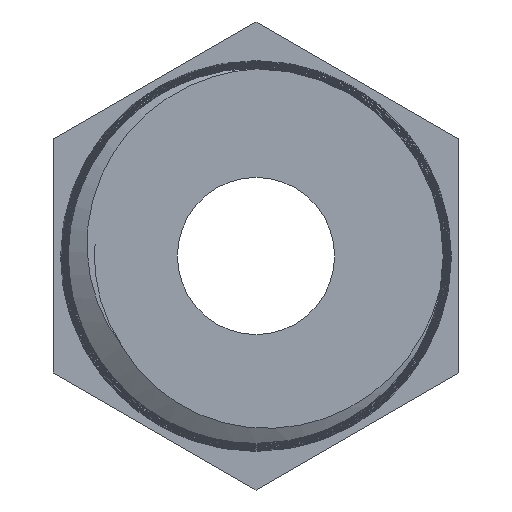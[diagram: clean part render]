
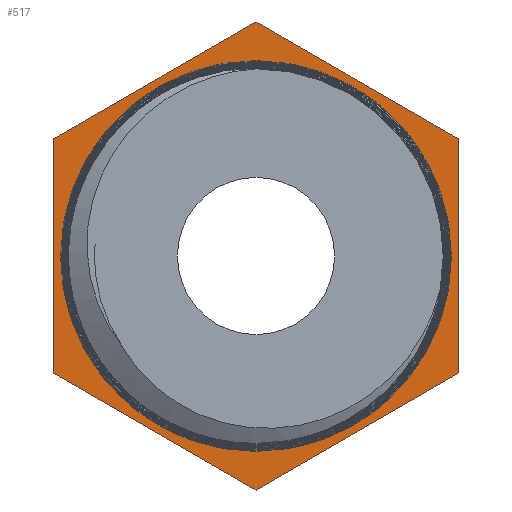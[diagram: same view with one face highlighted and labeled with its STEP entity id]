
A CAD part, front view. The second image highlights one B-rep face of the part: STEP entity #517.
In plain terms, the highlighted planar face has unit normal (0, -1, 0).
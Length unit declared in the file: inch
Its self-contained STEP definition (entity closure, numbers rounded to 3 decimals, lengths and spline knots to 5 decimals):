
#23=FACE_BOUND('',#94,.T.);
#30=PLANE('',#573);
#57=FACE_OUTER_BOUND('',#93,.T.);
#93=EDGE_LOOP('',(#410,#411,#412,#413,#414,#415));
#94=EDGE_LOOP('',(#416));
#109=CIRCLE('',#554,0.261);
#166=LINE('',#2136,#202);
#167=LINE('',#2138,#203);
#168=LINE('',#2140,#204);
#169=LINE('',#2142,#205);
#170=LINE('',#2144,#206);
#171=LINE('',#2145,#207);
#202=VECTOR('',#668,0.3125);
#203=VECTOR('',#669,0.3125);
#204=VECTOR('',#670,0.3125);
#205=VECTOR('',#671,0.3125);
#206=VECTOR('',#672,0.3125);
#207=VECTOR('',#673,0.3125);
#235=VERTEX_POINT('',#1954);
#256=VERTEX_POINT('',#2134);
#257=VERTEX_POINT('',#2135);
#258=VERTEX_POINT('',#2137);
#259=VERTEX_POINT('',#2139);
#260=VERTEX_POINT('',#2141);
#261=VERTEX_POINT('',#2143);
#291=EDGE_CURVE('',#235,#235,#109,.T.);
#317=EDGE_CURVE('',#256,#257,#166,.T.);
#318=EDGE_CURVE('',#257,#258,#167,.T.);
#319=EDGE_CURVE('',#258,#259,#168,.T.);
#320=EDGE_CURVE('',#259,#260,#169,.T.);
#321=EDGE_CURVE('',#260,#261,#170,.T.);
#322=EDGE_CURVE('',#261,#256,#171,.T.);
#410=ORIENTED_EDGE('',*,*,#317,.T.);
#411=ORIENTED_EDGE('',*,*,#318,.T.);
#412=ORIENTED_EDGE('',*,*,#319,.T.);
#413=ORIENTED_EDGE('',*,*,#320,.T.);
#414=ORIENTED_EDGE('',*,*,#321,.T.);
#415=ORIENTED_EDGE('',*,*,#322,.T.);
#416=ORIENTED_EDGE('',*,*,#291,.F.);
#517=ADVANCED_FACE('',(#57,#23),#30,.T.);
#554=AXIS2_PLACEMENT_3D('',#1955,#615,#616);
#573=AXIS2_PLACEMENT_3D('',#2133,#666,#667);
#615=DIRECTION('center_axis',(0.,-1.,0.));
#616=DIRECTION('ref_axis',(0.,0.,-1.));
#666=DIRECTION('center_axis',(0.,-1.,0.));
#667=DIRECTION('ref_axis',(0.,0.,-1.));
#668=DIRECTION('',(-0.866,0.,-0.5));
#669=DIRECTION('',(0.,0.,-1.));
#670=DIRECTION('',(0.866,0.,-0.5));
#671=DIRECTION('',(0.866,0.,0.5));
#672=DIRECTION('',(0.,0.,1.));
#673=DIRECTION('',(-0.866,0.,0.5));
#1954=CARTESIAN_POINT('',(0.,0.52695,-0.261));
#1955=CARTESIAN_POINT('Origin',(0.,0.52695,0.));
#2133=CARTESIAN_POINT('Origin',(0.261,0.52695,0.));
#2134=CARTESIAN_POINT('',(0.,0.52695,0.3125));
#2135=CARTESIAN_POINT('',(-0.27063,0.52695,0.15625));
#2136=CARTESIAN_POINT('',(0.,0.52695,0.3125));
#2137=CARTESIAN_POINT('',(-0.27063,0.52695,-0.15625));
#2138=CARTESIAN_POINT('',(-0.27063,0.52695,0.15625));
#2139=CARTESIAN_POINT('',(0.,0.52695,-0.3125));
#2140=CARTESIAN_POINT('',(-0.27063,0.52695,-0.15625));
#2141=CARTESIAN_POINT('',(0.27063,0.52695,-0.15625));
#2142=CARTESIAN_POINT('',(0.,0.52695,-0.3125));
#2143=CARTESIAN_POINT('',(0.27063,0.52695,0.15625));
#2144=CARTESIAN_POINT('',(0.27063,0.52695,-0.15625));
#2145=CARTESIAN_POINT('',(0.27063,0.52695,0.15625));
